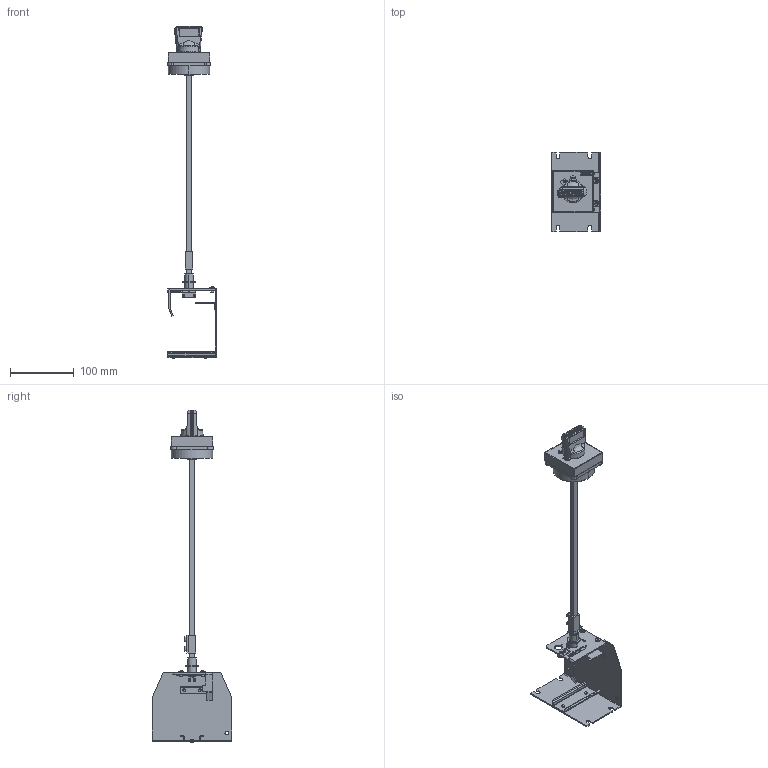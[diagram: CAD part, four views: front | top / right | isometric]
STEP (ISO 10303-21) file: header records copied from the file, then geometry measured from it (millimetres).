
FILE_DESCRIPTION(('STEP AP214'),'1');
FILE_NAME('cctmp_0CDCBE94-CCD6-4E52-8FF9-3402CD9643D5_2024_04_17_08_39_53_0736..stp','2024-04-17T06:39:54',('SIEMENS A&D'),('CADClick - www.CADClick.com'),'Spatial InterOp 3D postprocessed',' ','unknown authorization');
FILE_SCHEMA(('AUTOMOTIVE_DESIGN'));
Length unit declared in the file: millimetre
Products named in the file (1): 1
Bounding box: 77.5 x 125 x 520.69 mm (x, y, z)
Volume: 218662.9 mm3; surface area: 106778.6 mm2
Topology: 3 solids, 5 shells, 1097 faces, 2980 edges, 1935 vertices
Faces by surface type: plane 609, cylinder 305, bspline 77, cone 73, torus 24, extrusion 5, sphere 4
Entity records: 51404 total; most frequent: CARTESIAN_POINT 14717, ORIENTED_EDGE 5936, DIRECTION 5379, EDGE_CURVE 2968, STYLED_ITEM 2593, PRESENTATION_STYLE_ASSIGNMENT 2593, VERTEX_POINT 1935, VECTOR 1799
